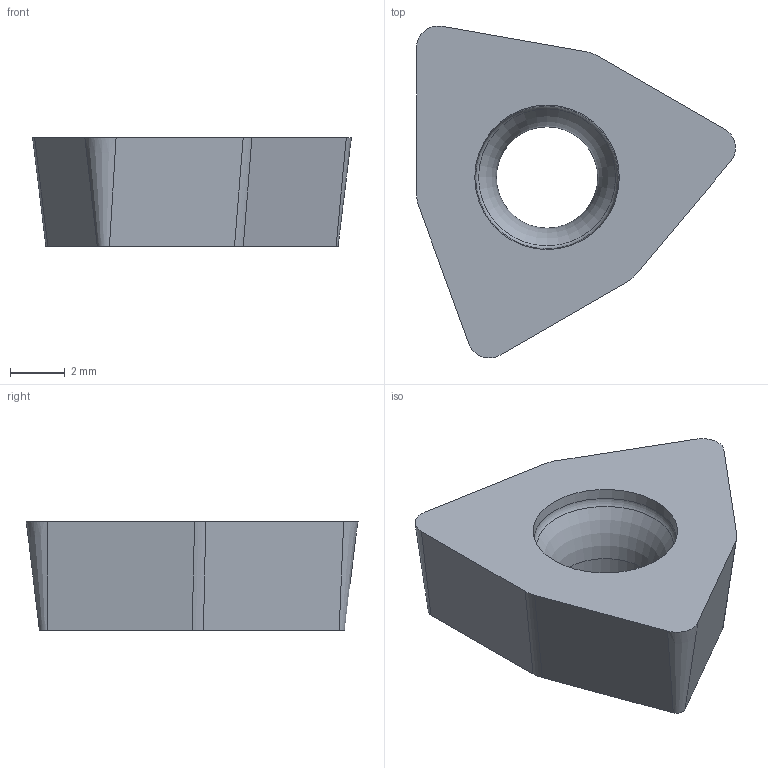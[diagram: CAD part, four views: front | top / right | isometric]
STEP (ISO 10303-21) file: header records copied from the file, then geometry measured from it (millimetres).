
FILE_DESCRIPTION(/* description */ (''),/* implementation_level */ '2;1');
FILE_NAME(/* name */ 'aaa343290_a.stp',/* time_stamp */ '2019-11-26T15:54:49+01:00',/* author */ (''),/* organization */ ('SMS'),/* preprocessor_version */ 'ST-DEVELOPER v16.7',/* originating_system */ 'SIEMENS PLM Software NX 12.0',/* authorisation */ '');
FILE_SCHEMA (('AUTOMOTIVE_DESIGN { 1 0 10303 214 3 1 1 1 }'));
Length unit declared in the file: millimetre
Products named in the file (1): AAA343290_A
Bounding box: 11.64 x 12.12 x 3.97 mm (x, y, z)
Volume: 277.1 mm3; surface area: 333.1 mm2
Topology: 1 solids, 1 shells, 18 faces, 48 edges, 34 vertices
Faces by surface type: plane 8, cone 4, extrusion 3, torus 2, cylinder 1
Full cylindrical faces by diameter (mm): 3.7 x1
Entity records: 697 total; most frequent: CARTESIAN_POINT 203, DIRECTION 93, ORIENTED_EDGE 82, EDGE_CURVE 41, AXIS2_PLACEMENT_3D 33, VERTEX_POINT 29, VECTOR 27, EDGE_LOOP 24
